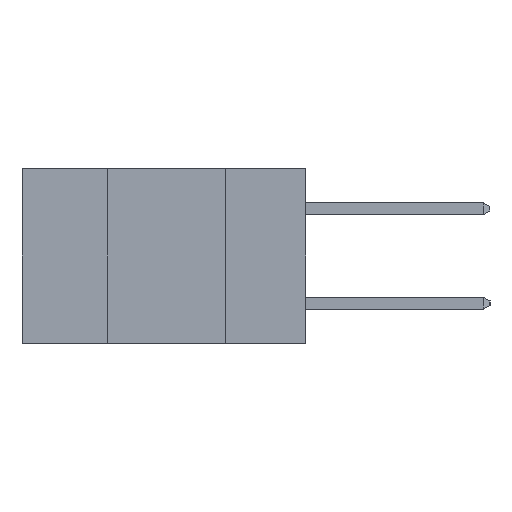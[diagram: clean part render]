
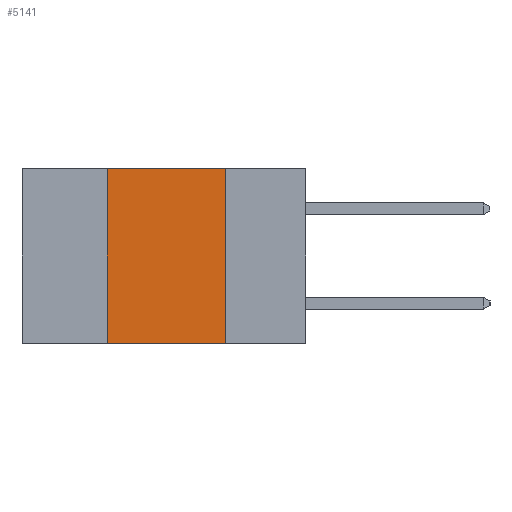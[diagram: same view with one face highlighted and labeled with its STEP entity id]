
A CAD part, left-side view. The second image highlights one B-rep face of the part: STEP entity #5141.
In plain terms, the highlighted planar face has unit normal (-1, 0, 0).
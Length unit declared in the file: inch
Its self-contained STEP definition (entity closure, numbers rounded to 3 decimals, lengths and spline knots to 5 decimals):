
#423 = CARTESIAN_POINT ( 'NONE',  ( 0., 0.17, -0.37 ) ) ;
#445 = CARTESIAN_POINT ( 'NONE',  ( 0., 0.6, 0. ) ) ;
#1325 = VECTOR ( 'NONE', #8394, 39.37008 ) ;
#1368 = VERTEX_POINT ( 'NONE', #22134 ) ;
#2363 = CARTESIAN_POINT ( 'NONE',  ( 0., 0.42, -0.37 ) ) ;
#2736 = DIRECTION ( 'NONE',  ( 0., 0., 1. ) ) ;
#3443 = EDGE_CURVE ( 'NONE', #14095, #5330, #17676, .T. ) ;
#5141 = ADVANCED_FACE ( 'NONE', ( #22854 ), #20346, .F. ) ;
#5330 = VERTEX_POINT ( 'NONE', #20871 ) ;
#6514 = ORIENTED_EDGE ( 'NONE', *, *, #24474, .T. ) ;
#6647 = LINE ( 'NONE', #423, #1325 ) ;
#7040 = ORIENTED_EDGE ( 'NONE', *, *, #15521, .F. ) ;
#8394 = DIRECTION ( 'NONE',  ( 0., 0., -1. ) ) ;
#8683 = EDGE_CURVE ( 'NONE', #1368, #14491, #6647, .T. ) ;
#9384 = AXIS2_PLACEMENT_3D ( 'NONE', #10473, #24339, #12484 ) ;
#9551 = CARTESIAN_POINT ( 'NONE',  ( 0., 0.17, -0.37 ) ) ;
#10079 = VECTOR ( 'NONE', #17822, 39.37008 ) ;
#10473 = CARTESIAN_POINT ( 'NONE',  ( 0., 0.6, 0. ) ) ;
#10481 = VECTOR ( 'NONE', #16455, 39.37008 ) ;
#12484 = DIRECTION ( 'NONE',  ( 0., 0., -1. ) ) ;
#12745 = CARTESIAN_POINT ( 'NONE',  ( 0., 0.42, -0.37 ) ) ;
#14095 = VERTEX_POINT ( 'NONE', #2363 ) ;
#14491 = VERTEX_POINT ( 'NONE', #9551 ) ;
#15449 = ORIENTED_EDGE ( 'NONE', *, *, #8683, .F. ) ;
#15521 = EDGE_CURVE ( 'NONE', #5330, #1368, #21036, .T. ) ;
#16455 = DIRECTION ( 'NONE',  ( 0., -1., 0. ) ) ;
#17676 = LINE ( 'NONE', #12745, #21720 ) ;
#17822 = DIRECTION ( 'NONE',  ( 0., -1., 0. ) ) ;
#18091 = ORIENTED_EDGE ( 'NONE', *, *, #3443, .F. ) ;
#19547 = EDGE_LOOP ( 'NONE', ( #15449, #7040, #18091, #6514 ) ) ;
#20346 = PLANE ( 'NONE',  #9384 ) ;
#20871 = CARTESIAN_POINT ( 'NONE',  ( 0., 0.42, 0. ) ) ;
#21036 = LINE ( 'NONE', #445, #10481 ) ;
#21720 = VECTOR ( 'NONE', #2736, 39.37008 ) ;
#21906 = LINE ( 'NONE', #25692, #10079 ) ;
#22134 = CARTESIAN_POINT ( 'NONE',  ( 0., 0.17, 0. ) ) ;
#22854 = FACE_OUTER_BOUND ( 'NONE', #19547, .T. ) ;
#24339 = DIRECTION ( 'NONE',  ( 1., 0., 0. ) ) ;
#24474 = EDGE_CURVE ( 'NONE', #14095, #14491, #21906, .T. ) ;
#25692 = CARTESIAN_POINT ( 'NONE',  ( 0., 0.6, -0.37 ) ) ;
